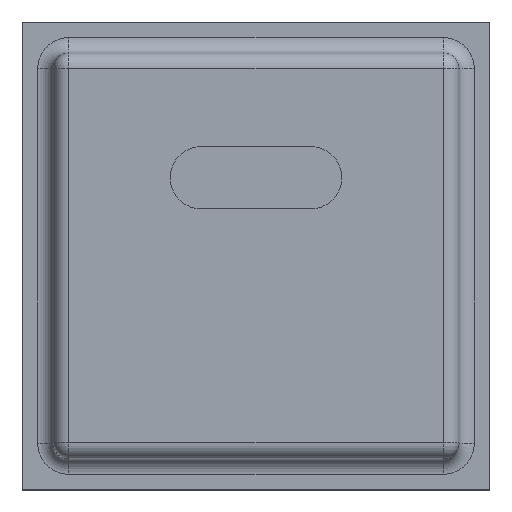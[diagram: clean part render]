
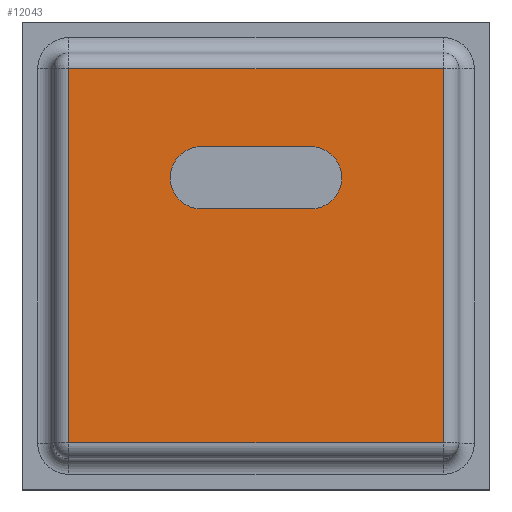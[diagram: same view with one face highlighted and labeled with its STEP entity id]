
A CAD part, top view. The second image highlights one B-rep face of the part: STEP entity #12043.
In plain terms, the highlighted planar face has unit normal (0, 0, 1).
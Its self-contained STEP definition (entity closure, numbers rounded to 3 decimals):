
#157 = DIRECTION ( 'NONE',  ( 1., 0., 0. ) ) ;
#368 = CARTESIAN_POINT ( 'NONE',  ( 1.2, 1.2, 1. ) ) ;
#604 = FACE_OUTER_BOUND ( 'NONE', #3811, .T. ) ;
#628 = VERTEX_POINT ( 'NONE', #13241 ) ;
#842 = DIRECTION ( 'NONE',  ( -1., 0., 0. ) ) ;
#1185 = DIRECTION ( 'NONE',  ( 0., 0., 1. ) ) ;
#1306 = ORIENTED_EDGE ( 'NONE', *, *, #15562, .F. ) ;
#1709 = LINE ( 'NONE', #6775, #5311 ) ;
#1719 = CARTESIAN_POINT ( 'NONE',  ( -1.2, 1.2, 1. ) ) ;
#1764 = ORIENTED_EDGE ( 'NONE', *, *, #5255, .T. ) ;
#2348 = CARTESIAN_POINT ( 'NONE',  ( 0., -1.2, 1. ) ) ;
#2481 = CARTESIAN_POINT ( 'NONE',  ( 0.35, 0.5, 1. ) ) ;
#2739 = ORIENTED_EDGE ( 'NONE', *, *, #10607, .F. ) ;
#3140 = VECTOR ( 'NONE', #14713, 1000. ) ;
#3480 = CARTESIAN_POINT ( 'NONE',  ( 0., 0., 1. ) ) ;
#3811 = EDGE_LOOP ( 'NONE', ( #12701, #9843, #1764, #15766 ) ) ;
#4175 = CARTESIAN_POINT ( 'NONE',  ( 0.55, 0.5, 1. ) ) ;
#4253 = DIRECTION ( 'NONE',  ( 0., -1., 0. ) ) ;
#4322 = VECTOR ( 'NONE', #13520, 1000. ) ;
#4781 = VECTOR ( 'NONE', #9838, 1000. ) ;
#5224 = CARTESIAN_POINT ( 'NONE',  ( -0.35, 0.5, 1. ) ) ;
#5255 = EDGE_CURVE ( 'NONE', #12492, #11698, #5710, .T. ) ;
#5287 = CARTESIAN_POINT ( 'NONE',  ( -0.35, 0.3, 1. ) ) ;
#5311 = VECTOR ( 'NONE', #5772, 1000. ) ;
#5654 = PLANE ( 'NONE',  #16110 ) ;
#5710 = LINE ( 'NONE', #5788, #3140 ) ;
#5772 = DIRECTION ( 'NONE',  ( -1., 0., 0. ) ) ;
#5788 = CARTESIAN_POINT ( 'NONE',  ( 1.2, 0., 1. ) ) ;
#5838 = EDGE_CURVE ( 'NONE', #10015, #14230, #10849, .T. ) ;
#5922 = CARTESIAN_POINT ( 'NONE',  ( 1.2, -1.2, 1. ) ) ;
#6109 = EDGE_LOOP ( 'NONE', ( #2739, #13724, #8305, #14712, #1306 ) ) ;
#6137 = CARTESIAN_POINT ( 'NONE',  ( 0.35, 0.7, 1. ) ) ;
#6391 = CIRCLE ( 'NONE', #8495, 0.2 ) ;
#6473 = CARTESIAN_POINT ( 'NONE',  ( -0.35, 0.3, 1. ) ) ;
#6662 = EDGE_CURVE ( 'NONE', #14230, #12492, #11252, .T. ) ;
#6743 = CARTESIAN_POINT ( 'NONE',  ( -1.2, 0., 1. ) ) ;
#6775 = CARTESIAN_POINT ( 'NONE',  ( -0.35, 0.7, 1. ) ) ;
#7056 = VERTEX_POINT ( 'NONE', #6473 ) ;
#7110 = EDGE_CURVE ( 'NONE', #14452, #628, #1709, .T. ) ;
#7401 = CARTESIAN_POINT ( 'NONE',  ( 0., 1.2, 1. ) ) ;
#7661 = CARTESIAN_POINT ( 'NONE',  ( 0.35, 0.5, 1. ) ) ;
#7795 = VERTEX_POINT ( 'NONE', #7992 ) ;
#7992 = CARTESIAN_POINT ( 'NONE',  ( 0.35, 0.3, 1. ) ) ;
#8305 = ORIENTED_EDGE ( 'NONE', *, *, #7110, .F. ) ;
#8399 = EDGE_CURVE ( 'NONE', #10980, #14452, #6391, .T. ) ;
#8411 = LINE ( 'NONE', #7401, #4322 ) ;
#8495 = AXIS2_PLACEMENT_3D ( 'NONE', #7661, #1185, #11589 ) ;
#8650 = DIRECTION ( 'NONE',  ( 0., 0., -1. ) ) ;
#9773 = EDGE_CURVE ( 'NONE', #628, #7056, #13602, .T. ) ;
#9838 = DIRECTION ( 'NONE',  ( 1., 0., 0. ) ) ;
#9843 = ORIENTED_EDGE ( 'NONE', *, *, #6662, .T. ) ;
#10015 = VERTEX_POINT ( 'NONE', #1719 ) ;
#10095 = CARTESIAN_POINT ( 'NONE',  ( -1.2, -1.2, 1. ) ) ;
#10307 = DIRECTION ( 'NONE',  ( 1., 0., 0. ) ) ;
#10382 = DIRECTION ( 'NONE',  ( 1., 0., 0. ) ) ;
#10607 = EDGE_CURVE ( 'NONE', #7056, #7795, #14294, .T. ) ;
#10711 = VECTOR ( 'NONE', #10382, 1000. ) ;
#10849 = LINE ( 'NONE', #6743, #13268 ) ;
#10980 = VERTEX_POINT ( 'NONE', #4175 ) ;
#11067 = EDGE_CURVE ( 'NONE', #11698, #10015, #8411, .T. ) ;
#11252 = LINE ( 'NONE', #2348, #4781 ) ;
#11304 = DIRECTION ( 'NONE',  ( 0., 0., 1. ) ) ;
#11589 = DIRECTION ( 'NONE',  ( 1., 0., 0. ) ) ;
#11698 = VERTEX_POINT ( 'NONE', #368 ) ;
#12043 = ADVANCED_FACE ( 'NONE', ( #15769, #604 ), #5654, .F. ) ;
#12492 = VERTEX_POINT ( 'NONE', #5922 ) ;
#12701 = ORIENTED_EDGE ( 'NONE', *, *, #5838, .T. ) ;
#13241 = CARTESIAN_POINT ( 'NONE',  ( -0.35, 0.7, 1. ) ) ;
#13268 = VECTOR ( 'NONE', #4253, 1000. ) ;
#13520 = DIRECTION ( 'NONE',  ( -1., 0., 0. ) ) ;
#13602 = CIRCLE ( 'NONE', #15747, 0.2 ) ;
#13724 = ORIENTED_EDGE ( 'NONE', *, *, #9773, .F. ) ;
#14230 = VERTEX_POINT ( 'NONE', #10095 ) ;
#14294 = LINE ( 'NONE', #5287, #10711 ) ;
#14452 = VERTEX_POINT ( 'NONE', #6137 ) ;
#14712 = ORIENTED_EDGE ( 'NONE', *, *, #8399, .F. ) ;
#14713 = DIRECTION ( 'NONE',  ( 0., 1., 0. ) ) ;
#15040 = AXIS2_PLACEMENT_3D ( 'NONE', #2481, #15225, #10307 ) ;
#15225 = DIRECTION ( 'NONE',  ( 0., 0., 1. ) ) ;
#15562 = EDGE_CURVE ( 'NONE', #7795, #10980, #15865, .T. ) ;
#15747 = AXIS2_PLACEMENT_3D ( 'NONE', #5224, #11304, #157 ) ;
#15766 = ORIENTED_EDGE ( 'NONE', *, *, #11067, .T. ) ;
#15769 = FACE_BOUND ( 'NONE', #6109, .T. ) ;
#15865 = CIRCLE ( 'NONE', #15040, 0.2 ) ;
#16110 = AXIS2_PLACEMENT_3D ( 'NONE', #3480, #8650, #842 ) ;
